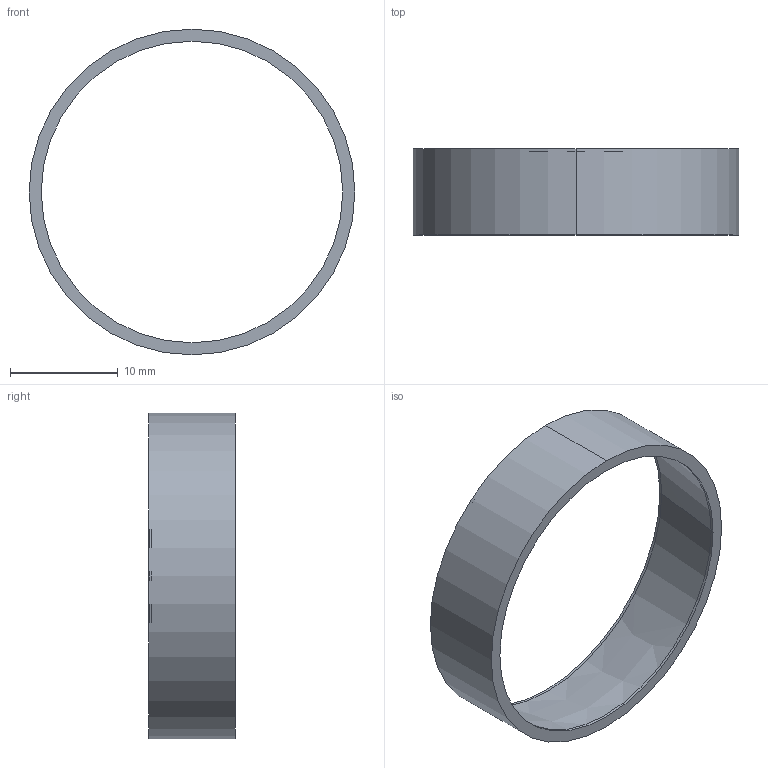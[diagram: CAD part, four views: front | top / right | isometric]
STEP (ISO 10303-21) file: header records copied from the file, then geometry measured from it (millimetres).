
FILE_DESCRIPTION (( 'STEP AP214' ), '1' );
FILE_NAME ('flange V1.STEP', '2022-09-27T11:19:46', ( '' ), ( '' ), 'SwSTEP 2.0', 'SolidWorks 2021', '' );
FILE_SCHEMA (( 'AUTOMOTIVE_DESIGN' ));
Length unit declared in the file: millimetre
Products named in the file (1): flange V1
Bounding box: 30.25 x 8 x 30.25 mm (x, y, z)
Volume: 455.5 mm3; surface area: 1609.7 mm2
Topology: 1 solids, 1 shells, 11 faces, 26 edges, 16 vertices
Faces by surface type: cylinder 6, bspline 2, cone 2, plane 1
Entity records: 386 total; most frequent: CARTESIAN_POINT 90, DIRECTION 60, ORIENTED_EDGE 52, AXIS2_PLACEMENT_3D 26, EDGE_CURVE 26, VERTEX_POINT 16, CIRCLE 16, EDGE_LOOP 12
